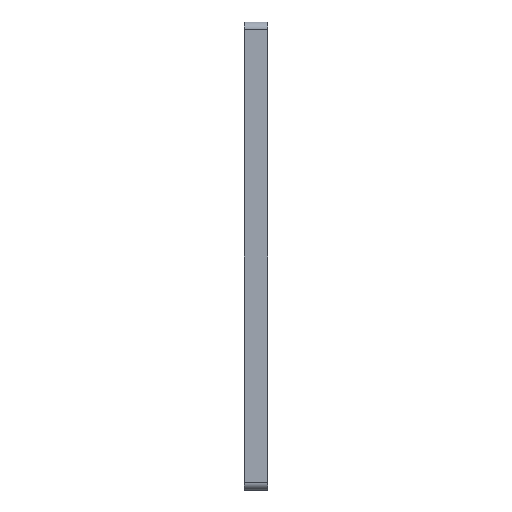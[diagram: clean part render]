
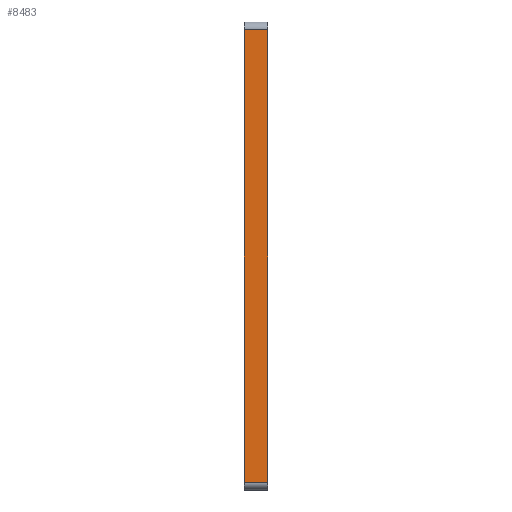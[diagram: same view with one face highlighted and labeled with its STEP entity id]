
A CAD part, left-side view. The second image highlights one B-rep face of the part: STEP entity #8483.
In plain terms, the highlighted planar face has unit normal (-1, 0, 0).
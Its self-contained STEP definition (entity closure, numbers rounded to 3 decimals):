
#327 = EDGE_CURVE ( 'NONE', #2349, #1263, #972, .T. ) ;
#455 = VECTOR ( 'NONE', #7695, 1000. ) ;
#972 = LINE ( 'NONE', #1074, #12111 ) ;
#991 = CARTESIAN_POINT ( 'NONE',  ( -60., 0., -60. ) ) ;
#1074 = CARTESIAN_POINT ( 'NONE',  ( -60., 6., 58. ) ) ;
#1181 = EDGE_LOOP ( 'NONE', ( #1627, #2959, #2516, #2669 ) ) ;
#1263 = VERTEX_POINT ( 'NONE', #8929 ) ;
#1627 = ORIENTED_EDGE ( 'NONE', *, *, #1909, .F. ) ;
#1909 = EDGE_CURVE ( 'NONE', #4327, #1263, #6675, .T. ) ;
#2349 = VERTEX_POINT ( 'NONE', #5449 ) ;
#2516 = ORIENTED_EDGE ( 'NONE', *, *, #3787, .T. ) ;
#2669 = ORIENTED_EDGE ( 'NONE', *, *, #327, .T. ) ;
#2959 = ORIENTED_EDGE ( 'NONE', *, *, #8761, .T. ) ;
#3787 = EDGE_CURVE ( 'NONE', #6007, #2349, #8155, .T. ) ;
#4327 = VERTEX_POINT ( 'NONE', #5772 ) ;
#4525 = DIRECTION ( 'NONE',  ( 0., -1., 0. ) ) ;
#4572 = CARTESIAN_POINT ( 'NONE',  ( -60., 6., -58. ) ) ;
#4591 = VECTOR ( 'NONE', #4525, 1000. ) ;
#5004 = DIRECTION ( 'NONE',  ( 0., 0., -1. ) ) ;
#5394 = DIRECTION ( 'NONE',  ( 0., 0., 1. ) ) ;
#5449 = CARTESIAN_POINT ( 'NONE',  ( -60., 0., 58. ) ) ;
#5744 = CARTESIAN_POINT ( 'NONE',  ( -60., 6., -60. ) ) ;
#5772 = CARTESIAN_POINT ( 'NONE',  ( -60., 6., -58. ) ) ;
#6007 = VERTEX_POINT ( 'NONE', #8108 ) ;
#6398 = FACE_OUTER_BOUND ( 'NONE', #1181, .T. ) ;
#6675 = LINE ( 'NONE', #9297, #7433 ) ;
#6706 = DIRECTION ( 'NONE',  ( 1., 0., 0. ) ) ;
#6919 = PLANE ( 'NONE',  #10945 ) ;
#7177 = LINE ( 'NONE', #4572, #4591 ) ;
#7433 = VECTOR ( 'NONE', #5394, 1000. ) ;
#7695 = DIRECTION ( 'NONE',  ( 0., 0., 1. ) ) ;
#8108 = CARTESIAN_POINT ( 'NONE',  ( -60., 0., -58. ) ) ;
#8155 = LINE ( 'NONE', #991, #455 ) ;
#8483 = ADVANCED_FACE ( 'NONE', ( #6398 ), #6919, .F. ) ;
#8761 = EDGE_CURVE ( 'NONE', #4327, #6007, #7177, .T. ) ;
#8929 = CARTESIAN_POINT ( 'NONE',  ( -60., 6., 58. ) ) ;
#9297 = CARTESIAN_POINT ( 'NONE',  ( -60., 6., -60. ) ) ;
#10945 = AXIS2_PLACEMENT_3D ( 'NONE', #5744, #6706, #5004 ) ;
#11512 = DIRECTION ( 'NONE',  ( 0., 1., 0. ) ) ;
#12111 = VECTOR ( 'NONE', #11512, 1000. ) ;
